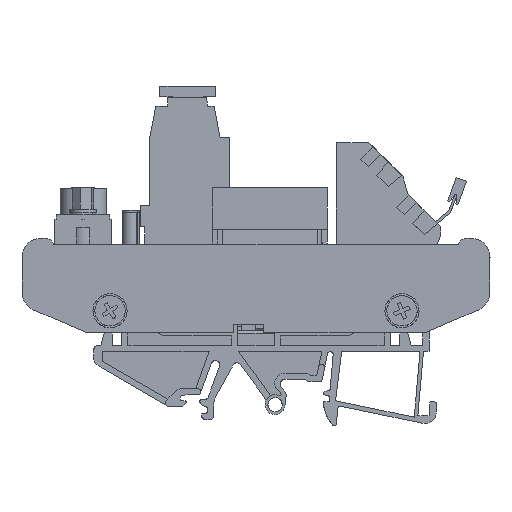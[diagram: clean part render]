
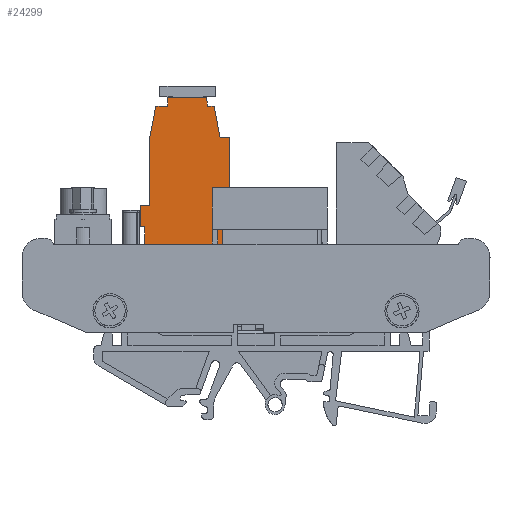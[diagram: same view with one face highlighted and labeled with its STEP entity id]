
A CAD part, left-side view. The second image highlights one B-rep face of the part: STEP entity #24299.
In plain terms, the highlighted planar face has unit normal (-1, 0, 0).
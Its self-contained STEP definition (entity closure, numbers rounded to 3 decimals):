
#24175=AXIS2_PLACEMENT_3D('Plane Axis2P3D',#24172,#24173,#24174) ;
#24172=CARTESIAN_POINT('Axis2P3D Location',(26.495,60.273,36.652)) ;
#24177=CARTESIAN_POINT('Line Origine',(26.495,70.023,39.852)) ;
#24181=CARTESIAN_POINT('Vertex',(26.495,79.773,39.852)) ;
#24183=CARTESIAN_POINT('Vertex',(26.495,60.273,39.852)) ;
#24186=CARTESIAN_POINT('Line Origine',(26.495,60.273,53.252)) ;
#24190=CARTESIAN_POINT('Vertex',(26.495,60.273,66.652)) ;
#24193=CARTESIAN_POINT('Line Origine',(26.495,61.333,66.652)) ;
#24197=CARTESIAN_POINT('Vertex',(26.495,62.393,66.652)) ;
#24200=CARTESIAN_POINT('Line Origine',(26.495,63.092,70.252)) ;
#24204=CARTESIAN_POINT('Vertex',(26.495,63.792,73.852)) ;
#24207=CARTESIAN_POINT('Line Origine',(26.495,64.507,73.852)) ;
#24211=CARTESIAN_POINT('Vertex',(26.495,65.223,73.852)) ;
#24214=CARTESIAN_POINT('Line Origine',(26.495,65.417,74.852)) ;
#24218=CARTESIAN_POINT('Vertex',(26.495,65.611,75.852)) ;
#24221=CARTESIAN_POINT('Line Origine',(26.495,70.067,75.852)) ;
#24225=CARTESIAN_POINT('Vertex',(26.495,74.523,75.852)) ;
#24228=CARTESIAN_POINT('Line Origine',(26.495,74.523,74.852)) ;
#24232=CARTESIAN_POINT('Vertex',(26.495,74.523,73.852)) ;
#24235=CARTESIAN_POINT('Line Origine',(26.495,75.898,73.852)) ;
#24239=CARTESIAN_POINT('Vertex',(26.495,77.273,73.852)) ;
#24242=CARTESIAN_POINT('Line Origine',(26.495,77.973,70.252)) ;
#24246=CARTESIAN_POINT('Vertex',(26.495,78.673,66.652)) ;
#24249=CARTESIAN_POINT('Line Origine',(26.495,78.673,58.752)) ;
#24253=CARTESIAN_POINT('Vertex',(26.495,78.673,50.852)) ;
#24256=CARTESIAN_POINT('Line Origine',(26.495,79.773,50.852)) ;
#24260=CARTESIAN_POINT('Vertex',(26.495,80.873,50.852)) ;
#24263=CARTESIAN_POINT('Line Origine',(26.495,80.873,48.402)) ;
#24267=CARTESIAN_POINT('Vertex',(26.495,80.873,45.952)) ;
#24270=CARTESIAN_POINT('Line Origine',(26.495,80.323,45.952)) ;
#24274=CARTESIAN_POINT('Vertex',(26.495,79.773,45.952)) ;
#24277=CARTESIAN_POINT('Line Origine',(26.495,79.773,42.902)) ;
#24173=DIRECTION('Axis2P3D Direction',(-1.,0.,0.)) ;
#24174=DIRECTION('Axis2P3D XDirection',(0.,0.,1.)) ;
#24178=DIRECTION('Vector Direction',(0.,-1.,0.)) ;
#24187=DIRECTION('Vector Direction',(0.,0.,1.)) ;
#24194=DIRECTION('Vector Direction',(0.,1.,0.)) ;
#24201=DIRECTION('Vector Direction',(0.,0.191,0.982)) ;
#24208=DIRECTION('Vector Direction',(0.,-1.,0.)) ;
#24215=DIRECTION('Vector Direction',(0.,0.191,0.982)) ;
#24222=DIRECTION('Vector Direction',(0.,1.,0.)) ;
#24229=DIRECTION('Vector Direction',(0.,0.,-1.)) ;
#24236=DIRECTION('Vector Direction',(0.,1.,0.)) ;
#24243=DIRECTION('Vector Direction',(0.,0.191,-0.982)) ;
#24250=DIRECTION('Vector Direction',(0.,0.,-1.)) ;
#24257=DIRECTION('Vector Direction',(0.,1.,0.)) ;
#24264=DIRECTION('Vector Direction',(0.,0.,-1.)) ;
#24271=DIRECTION('Vector Direction',(0.,1.,0.)) ;
#24278=DIRECTION('Vector Direction',(0.,0.,-1.)) ;
#24179=VECTOR('Line Direction',#24178,1.) ;
#24188=VECTOR('Line Direction',#24187,1.) ;
#24195=VECTOR('Line Direction',#24194,1.) ;
#24202=VECTOR('Line Direction',#24201,1.) ;
#24209=VECTOR('Line Direction',#24208,1.) ;
#24216=VECTOR('Line Direction',#24215,1.) ;
#24223=VECTOR('Line Direction',#24222,1.) ;
#24230=VECTOR('Line Direction',#24229,1.) ;
#24237=VECTOR('Line Direction',#24236,1.) ;
#24244=VECTOR('Line Direction',#24243,1.) ;
#24251=VECTOR('Line Direction',#24250,1.) ;
#24258=VECTOR('Line Direction',#24257,1.) ;
#24265=VECTOR('Line Direction',#24264,1.) ;
#24272=VECTOR('Line Direction',#24271,1.) ;
#24279=VECTOR('Line Direction',#24278,1.) ;
#24283=ORIENTED_EDGE('',*,*,#24185,.T.) ;
#24284=ORIENTED_EDGE('',*,*,#24192,.T.) ;
#24285=ORIENTED_EDGE('',*,*,#24199,.T.) ;
#24286=ORIENTED_EDGE('',*,*,#24206,.T.) ;
#24287=ORIENTED_EDGE('',*,*,#24213,.F.) ;
#24288=ORIENTED_EDGE('',*,*,#24220,.T.) ;
#24289=ORIENTED_EDGE('',*,*,#24227,.T.) ;
#24290=ORIENTED_EDGE('',*,*,#24234,.T.) ;
#24291=ORIENTED_EDGE('',*,*,#24241,.T.) ;
#24292=ORIENTED_EDGE('',*,*,#24248,.T.) ;
#24293=ORIENTED_EDGE('',*,*,#24255,.T.) ;
#24294=ORIENTED_EDGE('',*,*,#24262,.T.) ;
#24295=ORIENTED_EDGE('',*,*,#24269,.T.) ;
#24296=ORIENTED_EDGE('',*,*,#24276,.F.) ;
#24297=ORIENTED_EDGE('',*,*,#24281,.T.) ;
#24299=ADVANCED_FACE('NONE',(#24298),#24176,.T.) ;
#24185=EDGE_CURVE('',#24182,#24184,#24180,.T.) ;
#24192=EDGE_CURVE('',#24184,#24191,#24189,.T.) ;
#24199=EDGE_CURVE('',#24191,#24198,#24196,.T.) ;
#24206=EDGE_CURVE('',#24198,#24205,#24203,.T.) ;
#24213=EDGE_CURVE('',#24212,#24205,#24210,.T.) ;
#24220=EDGE_CURVE('',#24212,#24219,#24217,.T.) ;
#24227=EDGE_CURVE('',#24219,#24226,#24224,.T.) ;
#24234=EDGE_CURVE('',#24226,#24233,#24231,.T.) ;
#24241=EDGE_CURVE('',#24233,#24240,#24238,.T.) ;
#24248=EDGE_CURVE('',#24240,#24247,#24245,.T.) ;
#24255=EDGE_CURVE('',#24247,#24254,#24252,.T.) ;
#24262=EDGE_CURVE('',#24254,#24261,#24259,.T.) ;
#24269=EDGE_CURVE('',#24261,#24268,#24266,.T.) ;
#24276=EDGE_CURVE('',#24275,#24268,#24273,.T.) ;
#24281=EDGE_CURVE('',#24275,#24182,#24280,.T.) ;
#24282=EDGE_LOOP('',(#24283,#24284,#24285,#24286,#24287,#24288,#24289,#24290,#24291,#24292,#24293,#24294,#24295,#24296,#24297)) ;
#24298=FACE_OUTER_BOUND('',#24282,.T.) ;
#24180=LINE('Line',#24177,#24179) ;
#24189=LINE('Line',#24186,#24188) ;
#24196=LINE('Line',#24193,#24195) ;
#24203=LINE('Line',#24200,#24202) ;
#24210=LINE('Line',#24207,#24209) ;
#24217=LINE('Line',#24214,#24216) ;
#24224=LINE('Line',#24221,#24223) ;
#24231=LINE('Line',#24228,#24230) ;
#24238=LINE('Line',#24235,#24237) ;
#24245=LINE('Line',#24242,#24244) ;
#24252=LINE('Line',#24249,#24251) ;
#24259=LINE('Line',#24256,#24258) ;
#24266=LINE('Line',#24263,#24265) ;
#24273=LINE('Line',#24270,#24272) ;
#24280=LINE('Line',#24277,#24279) ;
#24176=PLANE('',#24175) ;
#24182=VERTEX_POINT('',#24181) ;
#24184=VERTEX_POINT('',#24183) ;
#24191=VERTEX_POINT('',#24190) ;
#24198=VERTEX_POINT('',#24197) ;
#24205=VERTEX_POINT('',#24204) ;
#24212=VERTEX_POINT('',#24211) ;
#24219=VERTEX_POINT('',#24218) ;
#24226=VERTEX_POINT('',#24225) ;
#24233=VERTEX_POINT('',#24232) ;
#24240=VERTEX_POINT('',#24239) ;
#24247=VERTEX_POINT('',#24246) ;
#24254=VERTEX_POINT('',#24253) ;
#24261=VERTEX_POINT('',#24260) ;
#24268=VERTEX_POINT('',#24267) ;
#24275=VERTEX_POINT('',#24274) ;
